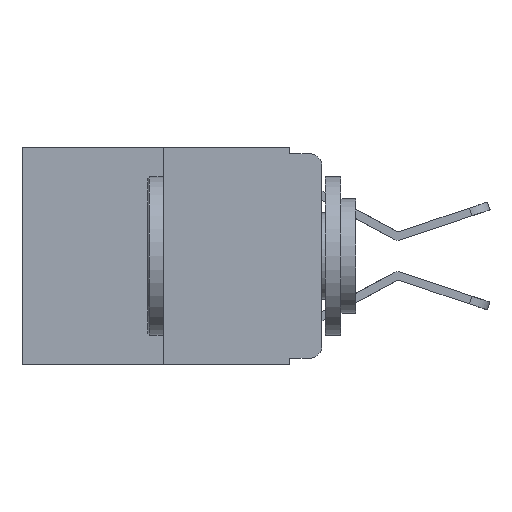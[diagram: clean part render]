
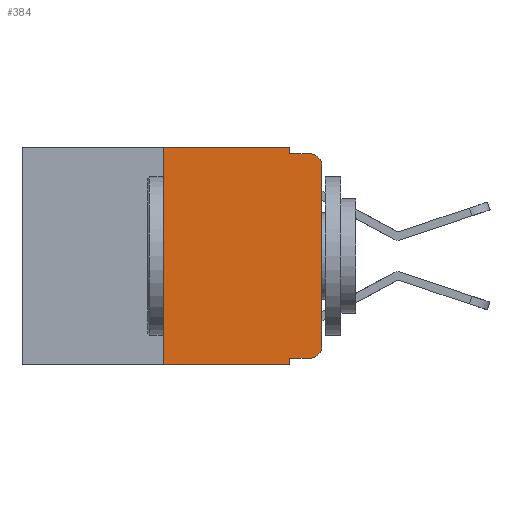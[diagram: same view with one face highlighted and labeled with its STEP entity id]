
A CAD part, left-side view. The second image highlights one B-rep face of the part: STEP entity #384.
In plain terms, the highlighted planar face has unit normal (-1, 0, 0).
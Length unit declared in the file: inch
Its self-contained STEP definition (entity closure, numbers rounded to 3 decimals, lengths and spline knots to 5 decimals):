
#197 = EDGE_CURVE ( 'NONE', #2703, #7811, #4090, .T. ) ;
#343 = CARTESIAN_POINT ( 'NONE',  ( 0., 0.051, -0.343 ) ) ;
#366 = VECTOR ( 'NONE', #6995, 39.37008 ) ;
#384 = ADVANCED_FACE ( 'NONE', ( #7285 ), #8733, .F. ) ;
#476 = EDGE_CURVE ( 'NONE', #3947, #2703, #1027, .T. ) ;
#511 = ORIENTED_EDGE ( 'NONE', *, *, #9948, .T. ) ;
#581 = EDGE_LOOP ( 'NONE', ( #1144, #12050, #2886, #9090, #9388, #2361, #511, #4676, #7701, #10478 ) ) ;
#620 = EDGE_CURVE ( 'NONE', #2398, #4260, #10112, .T. ) ;
#688 = CARTESIAN_POINT ( 'NONE',  ( 0., 0.25, 0. ) ) ;
#706 = LINE ( 'NONE', #1256, #10931 ) ;
#760 = DIRECTION ( 'NONE',  ( 0., 0., 1. ) ) ;
#803 = EDGE_CURVE ( 'NONE', #5635, #7493, #706, .T. ) ;
#882 = CARTESIAN_POINT ( 'NONE',  ( 0., 0.02, -0.01 ) ) ;
#1027 = LINE ( 'NONE', #10545, #366 ) ;
#1144 = ORIENTED_EDGE ( 'NONE', *, *, #5045, .T. ) ;
#1169 = EDGE_CURVE ( 'NONE', #5635, #11732, #10656, .T. ) ;
#1185 = EDGE_CURVE ( 'NONE', #11732, #10361, #5333, .T. ) ;
#1256 = CARTESIAN_POINT ( 'NONE',  ( 0., 0.051, 0. ) ) ;
#1273 = VECTOR ( 'NONE', #760, 39.37008 ) ;
#1344 = DIRECTION ( 'NONE',  ( 0., 0., -1. ) ) ;
#1441 = CARTESIAN_POINT ( 'NONE',  ( 0., 0.25, -0.343 ) ) ;
#1521 = CARTESIAN_POINT ( 'NONE',  ( 0., 0.051, -0.333 ) ) ;
#1632 = CARTESIAN_POINT ( 'NONE',  ( 0., 0.473, -0.343 ) ) ;
#2361 = ORIENTED_EDGE ( 'NONE', *, *, #620, .F. ) ;
#2398 = VERTEX_POINT ( 'NONE', #1441 ) ;
#2703 = VERTEX_POINT ( 'NONE', #6726 ) ;
#2886 = ORIENTED_EDGE ( 'NONE', *, *, #197, .F. ) ;
#2919 = DIRECTION ( 'NONE',  ( -1., 0., 0. ) ) ;
#3028 = CARTESIAN_POINT ( 'NONE',  ( 0., 0.02, -0.03 ) ) ;
#3135 = DIRECTION ( 'NONE',  ( 0., 0., -1. ) ) ;
#3837 = LINE ( 'NONE', #12388, #1273 ) ;
#3947 = VERTEX_POINT ( 'NONE', #7590 ) ;
#4058 = EDGE_CURVE ( 'NONE', #4758, #7811, #11407, .T. ) ;
#4090 = LINE ( 'NONE', #8393, #11585 ) ;
#4113 = CARTESIAN_POINT ( 'NONE',  ( 0., 0.473, 0. ) ) ;
#4260 = VERTEX_POINT ( 'NONE', #688 ) ;
#4393 = EDGE_CURVE ( 'NONE', #4260, #3947, #7541, .T. ) ;
#4415 = DIRECTION ( 'NONE',  ( 0., 0., 1. ) ) ;
#4456 = CARTESIAN_POINT ( 'NONE',  ( 0., 0.25, 0. ) ) ;
#4479 = VECTOR ( 'NONE', #10521, 39.37008 ) ;
#4542 = CARTESIAN_POINT ( 'NONE',  ( 0., 0.473, 0. ) ) ;
#4676 = ORIENTED_EDGE ( 'NONE', *, *, #803, .F. ) ;
#4758 = VERTEX_POINT ( 'NONE', #12427 ) ;
#5045 = EDGE_CURVE ( 'NONE', #10361, #4758, #3837, .T. ) ;
#5333 = CIRCLE ( 'NONE', #10868, 0.02 ) ;
#5635 = VERTEX_POINT ( 'NONE', #1521 ) ;
#5914 = DIRECTION ( 'NONE',  ( 0., -1., 0. ) ) ;
#6726 = CARTESIAN_POINT ( 'NONE',  ( 0., 0.051, -0.01 ) ) ;
#6901 = DIRECTION ( 'NONE',  ( 0., 0., -1. ) ) ;
#6995 = DIRECTION ( 'NONE',  ( 0., 0., -1. ) ) ;
#7285 = FACE_OUTER_BOUND ( 'NONE', #581, .T. ) ;
#7493 = VERTEX_POINT ( 'NONE', #343 ) ;
#7541 = LINE ( 'NONE', #4542, #12183 ) ;
#7561 = CARTESIAN_POINT ( 'NONE',  ( 0., 0.02, -0.313 ) ) ;
#7563 = AXIS2_PLACEMENT_3D ( 'NONE', #3028, #2919, #3135 ) ;
#7590 = CARTESIAN_POINT ( 'NONE',  ( 0., 0.051, 0. ) ) ;
#7608 = DIRECTION ( 'NONE',  ( -1., 0., 0. ) ) ;
#7701 = ORIENTED_EDGE ( 'NONE', *, *, #1169, .T. ) ;
#7726 = VECTOR ( 'NONE', #4415, 39.37008 ) ;
#7811 = VERTEX_POINT ( 'NONE', #882 ) ;
#8393 = CARTESIAN_POINT ( 'NONE',  ( 0., 0.051, -0.01 ) ) ;
#8733 = PLANE ( 'NONE',  #9168 ) ;
#8956 = DIRECTION ( 'NONE',  ( 0., 0., -1. ) ) ;
#8980 = DIRECTION ( 'NONE',  ( 1., 0., 0. ) ) ;
#9090 = ORIENTED_EDGE ( 'NONE', *, *, #476, .F. ) ;
#9168 = AXIS2_PLACEMENT_3D ( 'NONE', #4113, #8980, #8956 ) ;
#9190 = CARTESIAN_POINT ( 'NONE',  ( 0., 0., -0.313 ) ) ;
#9388 = ORIENTED_EDGE ( 'NONE', *, *, #4393, .F. ) ;
#9948 = EDGE_CURVE ( 'NONE', #2398, #7493, #11902, .T. ) ;
#10112 = LINE ( 'NONE', #4456, #7726 ) ;
#10361 = VERTEX_POINT ( 'NONE', #9190 ) ;
#10383 = VECTOR ( 'NONE', #11155, 39.37008 ) ;
#10478 = ORIENTED_EDGE ( 'NONE', *, *, #1185, .T. ) ;
#10521 = DIRECTION ( 'NONE',  ( 0., -1., 0. ) ) ;
#10545 = CARTESIAN_POINT ( 'NONE',  ( 0., 0.051, 0. ) ) ;
#10656 = LINE ( 'NONE', #11204, #10383 ) ;
#10868 = AXIS2_PLACEMENT_3D ( 'NONE', #7561, #7608, #6901 ) ;
#10931 = VECTOR ( 'NONE', #1344, 39.37008 ) ;
#11155 = DIRECTION ( 'NONE',  ( 0., -1., 0. ) ) ;
#11204 = CARTESIAN_POINT ( 'NONE',  ( 0., 0.051, -0.333 ) ) ;
#11366 = CARTESIAN_POINT ( 'NONE',  ( 0., 0.02, -0.333 ) ) ;
#11407 = CIRCLE ( 'NONE', #7563, 0.02 ) ;
#11585 = VECTOR ( 'NONE', #12055, 39.37008 ) ;
#11732 = VERTEX_POINT ( 'NONE', #11366 ) ;
#11902 = LINE ( 'NONE', #1632, #4479 ) ;
#12050 = ORIENTED_EDGE ( 'NONE', *, *, #4058, .T. ) ;
#12055 = DIRECTION ( 'NONE',  ( 0., -1., 0. ) ) ;
#12183 = VECTOR ( 'NONE', #5914, 39.37008 ) ;
#12388 = CARTESIAN_POINT ( 'NONE',  ( 0., 0., 0. ) ) ;
#12427 = CARTESIAN_POINT ( 'NONE',  ( 0., 0., -0.03 ) ) ;
